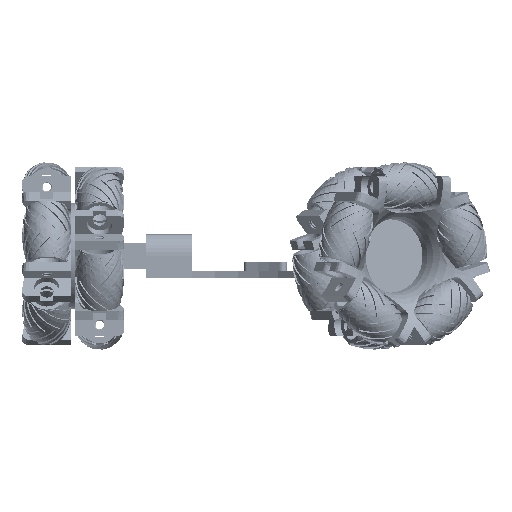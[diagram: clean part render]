
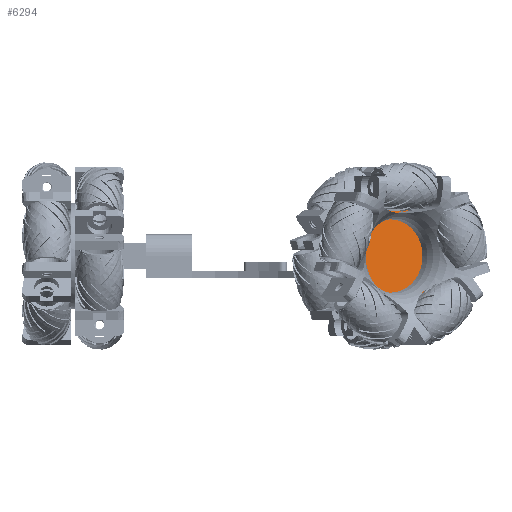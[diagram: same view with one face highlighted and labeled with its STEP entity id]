
A CAD part, left-side view. The second image highlights one B-rep face of the part: STEP entity #6294.
In plain terms, the highlighted face is planar.
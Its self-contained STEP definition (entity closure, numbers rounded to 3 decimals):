
#785=PLANE('',#6819);
#1117=FACE_OUTER_BOUND('',#1512,.T.);
#1512=EDGE_LOOP('',(#5745,#5746,#5747,#5748,#5749,#5750,#5751,#5752,#5753,
#5754,#5755,#5756,#5757,#5758,#5759,#5760));
#2464=CIRCLE('',#6820,17.2);
#2465=CIRCLE('',#6821,2.2);
#2466=CIRCLE('',#6822,2.2);
#2467=CIRCLE('',#6823,17.2);
#2468=CIRCLE('',#6824,2.2);
#2469=CIRCLE('',#6825,2.2);
#2470=CIRCLE('',#6826,17.2);
#2471=CIRCLE('',#6827,2.2);
#2472=CIRCLE('',#6828,2.2);
#2473=CIRCLE('',#6829,17.2);
#2474=CIRCLE('',#6830,2.2);
#2475=CIRCLE('',#6831,2.2);
#2476=CIRCLE('',#6832,17.2);
#2477=CIRCLE('',#6833,2.2);
#2478=CIRCLE('',#6834,2.2);
#2479=CIRCLE('',#6835,17.2);
#3069=VERTEX_POINT('',#17956);
#3070=VERTEX_POINT('',#17957);
#3071=VERTEX_POINT('',#17959);
#3072=VERTEX_POINT('',#17962);
#3073=VERTEX_POINT('',#17964);
#3074=VERTEX_POINT('',#17967);
#3075=VERTEX_POINT('',#17969);
#3076=VERTEX_POINT('',#17972);
#3077=VERTEX_POINT('',#17974);
#3078=VERTEX_POINT('',#17977);
#3079=VERTEX_POINT('',#17979);
#3968=EDGE_CURVE('',#3069,#3070,#2464,.T.);
#3969=EDGE_CURVE('',#3069,#3071,#2465,.T.);
#3970=EDGE_CURVE('',#3071,#3069,#2466,.T.);
#3971=EDGE_CURVE('',#3072,#3069,#2467,.T.);
#3972=EDGE_CURVE('',#3072,#3073,#2468,.T.);
#3973=EDGE_CURVE('',#3073,#3072,#2469,.T.);
#3974=EDGE_CURVE('',#3074,#3072,#2470,.T.);
#3975=EDGE_CURVE('',#3074,#3075,#2471,.T.);
#3976=EDGE_CURVE('',#3075,#3074,#2472,.T.);
#3977=EDGE_CURVE('',#3076,#3074,#2473,.T.);
#3978=EDGE_CURVE('',#3076,#3077,#2474,.T.);
#3979=EDGE_CURVE('',#3077,#3076,#2475,.T.);
#3980=EDGE_CURVE('',#3078,#3076,#2476,.T.);
#3981=EDGE_CURVE('',#3078,#3079,#2477,.T.);
#3982=EDGE_CURVE('',#3079,#3078,#2478,.T.);
#3983=EDGE_CURVE('',#3070,#3078,#2479,.T.);
#5745=ORIENTED_EDGE('',*,*,#3968,.F.);
#5746=ORIENTED_EDGE('',*,*,#3969,.T.);
#5747=ORIENTED_EDGE('',*,*,#3970,.T.);
#5748=ORIENTED_EDGE('',*,*,#3971,.F.);
#5749=ORIENTED_EDGE('',*,*,#3972,.T.);
#5750=ORIENTED_EDGE('',*,*,#3973,.T.);
#5751=ORIENTED_EDGE('',*,*,#3974,.F.);
#5752=ORIENTED_EDGE('',*,*,#3975,.T.);
#5753=ORIENTED_EDGE('',*,*,#3976,.T.);
#5754=ORIENTED_EDGE('',*,*,#3977,.F.);
#5755=ORIENTED_EDGE('',*,*,#3978,.T.);
#5756=ORIENTED_EDGE('',*,*,#3979,.T.);
#5757=ORIENTED_EDGE('',*,*,#3980,.F.);
#5758=ORIENTED_EDGE('',*,*,#3981,.T.);
#5759=ORIENTED_EDGE('',*,*,#3982,.T.);
#5760=ORIENTED_EDGE('',*,*,#3983,.F.);
#6294=ADVANCED_FACE('',(#1117),#785,.F.);
#6819=AXIS2_PLACEMENT_3D('',#17955,#8151,#8152);
#6820=AXIS2_PLACEMENT_3D('',#17958,#8153,#8154);
#6821=AXIS2_PLACEMENT_3D('',#17960,#8155,#8156);
#6822=AXIS2_PLACEMENT_3D('',#17961,#8157,#8158);
#6823=AXIS2_PLACEMENT_3D('',#17963,#8159,#8160);
#6824=AXIS2_PLACEMENT_3D('',#17965,#8161,#8162);
#6825=AXIS2_PLACEMENT_3D('',#17966,#8163,#8164);
#6826=AXIS2_PLACEMENT_3D('',#17968,#8165,#8166);
#6827=AXIS2_PLACEMENT_3D('',#17970,#8167,#8168);
#6828=AXIS2_PLACEMENT_3D('',#17971,#8169,#8170);
#6829=AXIS2_PLACEMENT_3D('',#17973,#8171,#8172);
#6830=AXIS2_PLACEMENT_3D('',#17975,#8173,#8174);
#6831=AXIS2_PLACEMENT_3D('',#17976,#8175,#8176);
#6832=AXIS2_PLACEMENT_3D('',#17978,#8177,#8178);
#6833=AXIS2_PLACEMENT_3D('',#17980,#8179,#8180);
#6834=AXIS2_PLACEMENT_3D('',#17981,#8181,#8182);
#6835=AXIS2_PLACEMENT_3D('',#17982,#8183,#8184);
#8151=DIRECTION('center_axis',(0.,-1.,0.));
#8152=DIRECTION('ref_axis',(1.,0.,0.));
#8153=DIRECTION('center_axis',(0.,-1.,0.));
#8154=DIRECTION('ref_axis',(1.,0.,0.));
#8155=DIRECTION('center_axis',(0.,-1.,0.));
#8156=DIRECTION('ref_axis',(1.,0.,0.));
#8157=DIRECTION('center_axis',(0.,-1.,0.));
#8158=DIRECTION('ref_axis',(1.,0.,0.));
#8159=DIRECTION('center_axis',(0.,-1.,0.));
#8160=DIRECTION('ref_axis',(1.,0.,0.));
#8161=DIRECTION('center_axis',(0.,-1.,0.));
#8162=DIRECTION('ref_axis',(1.,0.,0.));
#8163=DIRECTION('center_axis',(0.,-1.,0.));
#8164=DIRECTION('ref_axis',(1.,0.,0.));
#8165=DIRECTION('center_axis',(0.,-1.,0.));
#8166=DIRECTION('ref_axis',(1.,0.,0.));
#8167=DIRECTION('center_axis',(0.,-1.,0.));
#8168=DIRECTION('ref_axis',(1.,0.,0.));
#8169=DIRECTION('center_axis',(0.,-1.,0.));
#8170=DIRECTION('ref_axis',(1.,0.,0.));
#8171=DIRECTION('center_axis',(0.,-1.,0.));
#8172=DIRECTION('ref_axis',(1.,0.,0.));
#8173=DIRECTION('center_axis',(0.,-1.,0.));
#8174=DIRECTION('ref_axis',(1.,0.,0.));
#8175=DIRECTION('center_axis',(0.,-1.,0.));
#8176=DIRECTION('ref_axis',(1.,0.,0.));
#8177=DIRECTION('center_axis',(0.,-1.,0.));
#8178=DIRECTION('ref_axis',(1.,0.,0.));
#8179=DIRECTION('center_axis',(0.,-1.,0.));
#8180=DIRECTION('ref_axis',(1.,0.,0.));
#8181=DIRECTION('center_axis',(0.,-1.,0.));
#8182=DIRECTION('ref_axis',(1.,0.,0.));
#8183=DIRECTION('center_axis',(0.,-1.,0.));
#8184=DIRECTION('ref_axis',(1.,0.,0.));
#17955=CARTESIAN_POINT('Origin',(0.,0.625,0.));
#17956=CARTESIAN_POINT('',(-10.11,0.625,13.915));
#17957=CARTESIAN_POINT('',(-17.2,0.625,0.));
#17958=CARTESIAN_POINT('Origin',(0.,0.625,0.));
#17959=CARTESIAN_POINT('',(-11.017,0.625,12.135));
#17960=CARTESIAN_POINT('Origin',(-8.817,0.625,12.135));
#17961=CARTESIAN_POINT('Origin',(-8.817,0.625,12.135));
#17962=CARTESIAN_POINT('',(10.11,0.625,13.915));
#17963=CARTESIAN_POINT('Origin',(0.,0.625,0.));
#17964=CARTESIAN_POINT('',(6.617,0.625,12.135));
#17965=CARTESIAN_POINT('Origin',(8.817,0.625,12.135));
#17966=CARTESIAN_POINT('Origin',(8.817,0.625,12.135));
#17967=CARTESIAN_POINT('',(16.358,0.625,-5.315));
#17968=CARTESIAN_POINT('Origin',(0.,0.625,0.));
#17969=CARTESIAN_POINT('',(12.066,0.625,-4.635));
#17970=CARTESIAN_POINT('Origin',(14.266,0.625,-4.635));
#17971=CARTESIAN_POINT('Origin',(14.266,0.625,-4.635));
#17972=CARTESIAN_POINT('',(0.,0.625,-17.2));
#17973=CARTESIAN_POINT('Origin',(0.,0.625,0.));
#17974=CARTESIAN_POINT('',(-2.2,0.625,-15.));
#17975=CARTESIAN_POINT('Origin',(0.,0.625,-15.));
#17976=CARTESIAN_POINT('Origin',(0.,0.625,-15.));
#17977=CARTESIAN_POINT('',(-16.358,0.625,-5.315));
#17978=CARTESIAN_POINT('Origin',(0.,0.625,0.));
#17979=CARTESIAN_POINT('',(-16.466,0.625,-4.635));
#17980=CARTESIAN_POINT('Origin',(-14.266,0.625,-4.635));
#17981=CARTESIAN_POINT('Origin',(-14.266,0.625,-4.635));
#17982=CARTESIAN_POINT('Origin',(0.,0.625,0.));
